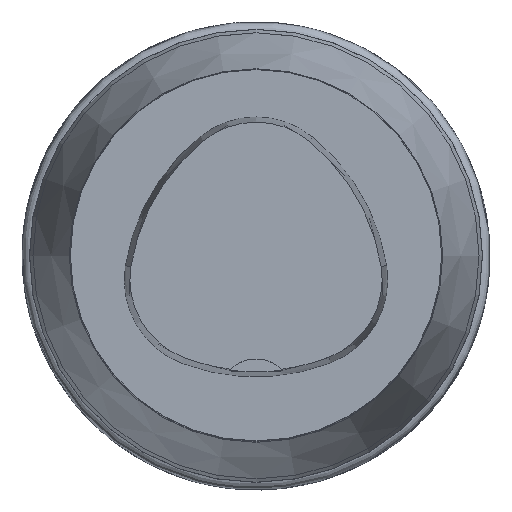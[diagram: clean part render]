
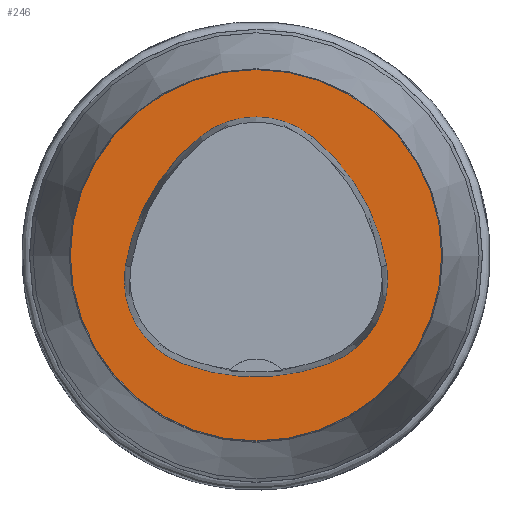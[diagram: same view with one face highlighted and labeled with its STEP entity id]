
A CAD part, top view. The second image highlights one B-rep face of the part: STEP entity #246.
In plain terms, the highlighted planar face has unit normal (0, 0, 1).
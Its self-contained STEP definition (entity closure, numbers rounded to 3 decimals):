
#217=FACE_BOUND('',#349,.T.);
#218=FACE_BOUND('',#350,.T.);
#246=ADVANCED_FACE('',(#217,#218),#265,.T.);
#265=PLANE('',#825);
#349=EDGE_LOOP('',(#454,#455,#456,#457,#458,#459));
#350=EDGE_LOOP('',(#460));
#454=ORIENTED_EDGE('',*,*,#606,.T.);
#455=ORIENTED_EDGE('',*,*,#586,.T.);
#456=ORIENTED_EDGE('',*,*,#590,.T.);
#457=ORIENTED_EDGE('',*,*,#593,.T.);
#458=ORIENTED_EDGE('',*,*,#596,.T.);
#459=ORIENTED_EDGE('',*,*,#604,.T.);
#460=ORIENTED_EDGE('',*,*,#577,.F.);
#525=VERTEX_POINT('',#1142);
#534=VERTEX_POINT('',#1169);
#535=VERTEX_POINT('',#1170);
#538=VERTEX_POINT('',#1178);
#540=VERTEX_POINT('',#1184);
#542=VERTEX_POINT('',#1190);
#549=VERTEX_POINT('',#1211);
#577=EDGE_CURVE('',#525,#525,#636,.T.);
#586=EDGE_CURVE('',#534,#535,#637,.T.);
#590=EDGE_CURVE('',#535,#538,#639,.T.);
#593=EDGE_CURVE('',#538,#540,#641,.T.);
#596=EDGE_CURVE('',#540,#542,#643,.T.);
#604=EDGE_CURVE('',#542,#549,#647,.T.);
#606=EDGE_CURVE('',#549,#534,#649,.T.);
#636=CIRCLE('',#789,25.);
#637=CIRCLE('',#803,28.);
#639=CIRCLE('',#806,12.);
#641=CIRCLE('',#809,28.);
#643=CIRCLE('',#812,12.);
#647=CIRCLE('',#817,28.);
#649=CIRCLE('',#820,12.);
#789=AXIS2_PLACEMENT_3D('',#1141,#931,#932);
#803=AXIS2_PLACEMENT_3D('',#1168,#963,#964);
#806=AXIS2_PLACEMENT_3D('',#1177,#971,#972);
#809=AXIS2_PLACEMENT_3D('',#1183,#978,#979);
#812=AXIS2_PLACEMENT_3D('',#1189,#985,#986);
#817=AXIS2_PLACEMENT_3D('',#1212,#997,#998);
#820=AXIS2_PLACEMENT_3D('',#1215,#1003,#1004);
#825=AXIS2_PLACEMENT_3D('',#1220,#1013,#1014);
#931=DIRECTION('',(0.,0.,-1.));
#932=DIRECTION('',(-1.,0.,0.));
#963=DIRECTION('',(0.,0.,-1.));
#964=DIRECTION('',(-1.,0.,0.));
#971=DIRECTION('',(0.,0.,-1.));
#972=DIRECTION('',(-1.,0.,0.));
#978=DIRECTION('',(0.,0.,-1.));
#979=DIRECTION('',(-1.,0.,0.));
#985=DIRECTION('',(0.,0.,-1.));
#986=DIRECTION('',(-1.,0.,0.));
#997=DIRECTION('',(0.,0.,-1.));
#998=DIRECTION('',(-1.,0.,0.));
#1003=DIRECTION('',(0.,0.,-1.));
#1004=DIRECTION('',(-1.,0.,0.));
#1013=DIRECTION('',(0.,0.,1.));
#1014=DIRECTION('',(1.,0.,0.));
#1141=CARTESIAN_POINT('',(0.,0.,0.));
#1142=CARTESIAN_POINT('',(-25.,0.,0.));
#1168=CARTESIAN_POINT('',(10.068,-5.824,0.));
#1169=CARTESIAN_POINT('',(-17.584,-1.424,0.));
#1170=CARTESIAN_POINT('',(-7.531,15.953,0.));
#1177=CARTESIAN_POINT('',(0.011,6.62,0.));
#1178=CARTESIAN_POINT('',(7.567,15.942,0.));
#1183=CARTESIAN_POINT('',(-10.063,-5.81,0.));
#1184=CARTESIAN_POINT('',(17.59,-1.418,0.));
#1189=CARTESIAN_POINT('',(5.739,-3.3,0.));
#1190=CARTESIAN_POINT('',(10.05,-14.499,0.));
#1211=CARTESIAN_POINT('',(-10.025,-14.516,0.));
#1212=CARTESIAN_POINT('',(-0.01,11.631,0.));
#1215=CARTESIAN_POINT('',(-5.733,-3.31,0.));
#1220=CARTESIAN_POINT('',(0.,0.,0.));
